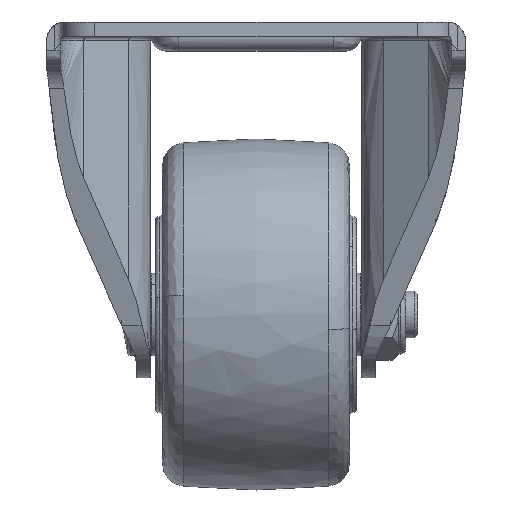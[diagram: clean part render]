
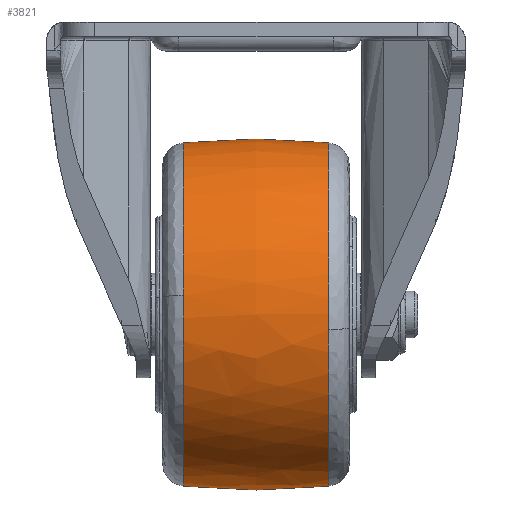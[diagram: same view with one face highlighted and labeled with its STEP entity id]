
A CAD part, left-side view. The second image highlights one B-rep face of the part: STEP entity #3821.
In plain terms, the highlighted free-form (B-spline) face has degree [2, 2] with [3, 7] control points.
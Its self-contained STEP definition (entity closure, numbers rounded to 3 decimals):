
#3530=CARTESIAN_POINT('',(-36.461,15.517,4.141));
#3531=VERTEX_POINT('',#3530);
#3544=CARTESIAN_POINT('',(0.0,15.517,36.695));
#3545=VERTEX_POINT('',#3544);
#3546=CARTESIAN_POINT('',(0.0,15.517,36.695));
#3547=CARTESIAN_POINT('',(-1.602,15.517,36.695));
#3548=CARTESIAN_POINT('',(-4.806,15.517,36.485));
#3549=CARTESIAN_POINT('',(-9.872,15.517,35.477));
#3550=CARTESIAN_POINT('',(-15.599,15.517,33.441));
#3551=CARTESIAN_POINT('',(-21.237,15.517,30.183));
#3552=CARTESIAN_POINT('',(-26.171,15.517,25.952));
#3553=CARTESIAN_POINT('',(-29.455,15.517,22.05));
#3554=CARTESIAN_POINT('',(-32.485,15.517,17.367));
#3555=CARTESIAN_POINT('',(-35.062,15.517,11.693));
#3556=CARTESIAN_POINT('',(-36.17,15.517,6.702));
#3557=CARTESIAN_POINT('',(-36.461,15.517,4.141));
#3558=B_SPLINE_CURVE_WITH_KNOTS('',3,(#3546,#3547,#3548,#3549,#3550,#3551,#3552,#3553,#3554,#3555,#3556,#3557),.UNSPECIFIED.,.F.,.U.,(4,1,1,1,1,1,1,1,1,4),(0.,4.806,9.612,15.462,22.984,29.044,34.894,38.237,45.76,53.491),.UNSPECIFIED.);
#3559=EDGE_CURVE('',#3545,#3531,#3558,.T.);
#3624=CARTESIAN_POINT('',(0.0,15.517,-36.695));
#3625=VERTEX_POINT('',#3624);
#3642=CARTESIAN_POINT('',(-36.461,15.517,4.141));
#3643=CARTESIAN_POINT('',(-36.661,15.517,2.383));
#3644=CARTESIAN_POINT('',(-36.812,15.517,-1.325));
#3645=CARTESIAN_POINT('',(-36.197,15.517,-6.86));
#3646=CARTESIAN_POINT('',(-34.781,15.517,-12.077));
#3647=CARTESIAN_POINT('',(-32.9,15.517,-16.447));
#3648=CARTESIAN_POINT('',(-30.719,15.517,-20.211));
#3649=CARTESIAN_POINT('',(-27.844,15.517,-24.1));
#3650=CARTESIAN_POINT('',(-24.204,15.517,-27.768));
#3651=CARTESIAN_POINT('',(-19.282,15.517,-31.418));
#3652=CARTESIAN_POINT('',(-14.245,15.517,-34.));
#3653=CARTESIAN_POINT('',(-7.563,15.517,-36.134));
#3654=CARTESIAN_POINT('',(-2.977,15.517,-36.696));
#3655=CARTESIAN_POINT('',(0.0,15.517,-36.695));
#3656=B_SPLINE_CURVE_WITH_KNOTS('',3,(#3642,#3643,#3644,#3645,#3646,#3647,#3648,#3649,#3650,#3651,#3652,#3653,#3654,#3655),.UNSPECIFIED.,.F.,.U.,(4,1,1,1,1,1,1,1,1,1,1,4),(0.,5.31,11.103,16.655,21.482,25.344,29.689,35.964,40.792,48.033,52.86,61.791),.UNSPECIFIED.);
#3657=EDGE_CURVE('',#3531,#3625,#3656,.T.);
#3693=CARTESIAN_POINT('',(0.0,-15.517,-36.695));
#3694=VERTEX_POINT('',#3693);
#3695=CARTESIAN_POINT('',(0.0,-15.517,-36.695));
#3696=CARTESIAN_POINT('',(0.0,-10.847,-37.181));
#3697=CARTESIAN_POINT('',(0.0,-0.488,-37.769));
#3698=CARTESIAN_POINT('',(0.0,9.88,-37.282));
#3699=CARTESIAN_POINT('',(0.0,15.517,-36.695));
#3700=B_SPLINE_CURVE_WITH_KNOTS('',3,(#3695,#3696,#3697,#3698,#3699),.UNSPECIFIED.,.F.,.U.,(4,1,4),(0.,14.088,31.09),.UNSPECIFIED.);
#3701=EDGE_CURVE('',#3694,#3625,#3700,.T.);
#3705=CARTESIAN_POINT('',(0.0,-15.517,36.695));
#3706=VERTEX_POINT('',#3705);
#3707=CARTESIAN_POINT('',(0.0,-15.517,36.695));
#3708=CARTESIAN_POINT('',(0.0,-5.209,37.768));
#3709=CARTESIAN_POINT('',(0.0,5.209,37.768));
#3710=CARTESIAN_POINT('',(0.0,15.517,36.695));
#3711=B_SPLINE_CURVE_WITH_KNOTS('',3,(#3707,#3708,#3709,#3710),.UNSPECIFIED.,.F.,.U.,(4,4),(0.,31.09),.UNSPECIFIED.);
#3712=EDGE_CURVE('',#3706,#3545,#3711,.T.);
#3751=CARTESIAN_POINT('',(1.021,-17.058,36.527));
#3752=CARTESIAN_POINT('',(1.076,0.,38.479));
#3753=CARTESIAN_POINT('',(1.021,17.058,36.527));
#3754=CARTESIAN_POINT('',(0.514,-17.058,36.527));
#3755=CARTESIAN_POINT('',(0.541,0.,38.479));
#3756=CARTESIAN_POINT('',(0.514,17.058,36.527));
#3757=CARTESIAN_POINT('',(-36.527,-17.058,36.527));
#3758=CARTESIAN_POINT('',(-38.479,0.,38.479));
#3759=CARTESIAN_POINT('',(-36.527,17.058,36.527));
#3760=CARTESIAN_POINT('',(-36.527,-17.058,0.));
#3761=CARTESIAN_POINT('',(-38.479,0.,0.));
#3762=CARTESIAN_POINT('',(-36.527,17.058,0.));
#3763=CARTESIAN_POINT('',(-36.527,-17.058,-36.527));
#3764=CARTESIAN_POINT('',(-38.479,0.,-38.479));
#3765=CARTESIAN_POINT('',(-36.527,17.058,-36.527));
#3766=CARTESIAN_POINT('',(0.514,-17.058,-36.527));
#3767=CARTESIAN_POINT('',(0.541,0.,-38.479));
#3768=CARTESIAN_POINT('',(0.514,17.058,-36.527));
#3769=CARTESIAN_POINT('',(1.021,-17.058,-36.527));
#3770=CARTESIAN_POINT('',(1.076,0.,-38.479));
#3771=CARTESIAN_POINT('',(1.021,17.058,-36.527));
#3779=(BOUNDED_SURFACE()B_SPLINE_SURFACE(2,2,((#3751,#3754,#3757,#3760,#3763,#3766,#3769),(#3752,#3755,#3758,#3761,#3764,#3767,#3770),(#3753,#3756,#3759,#3762,#3765,#3768,#3771)),.UNSPECIFIED.,.F.,.F.,.U.)B_SPLINE_SURFACE_WITH_KNOTS((3,3),(3,1,2,1,3),(0.0,34.227),(0.0,1.243,63.375,125.507,126.749),.UNSPECIFIED.)GEOMETRIC_REPRESENTATION_ITEM()RATIONAL_B_SPLINE_SURFACE(((0.888,0.883,0.621,0.878,0.621,0.883,0.888),(0.882,0.877,0.617,0.872,0.617,0.877,0.882),(0.888,0.883,0.621,0.878,0.621,0.883,0.888)))REPRESENTATION_ITEM('')SURFACE());
#3780=ORIENTED_EDGE('',*,*,#3701,.F.);
#3781=CARTESIAN_POINT('',(-36.553,-15.517,-3.224));
#3782=VERTEX_POINT('',#3781);
#3783=CARTESIAN_POINT('',(-36.553,-15.517,-3.224));
#3784=CARTESIAN_POINT('',(-36.305,-15.517,-6.047));
#3785=CARTESIAN_POINT('',(-35.452,-15.517,-10.168));
#3786=CARTESIAN_POINT('',(-33.349,-15.517,-15.517));
#3787=CARTESIAN_POINT('',(-31.096,-15.517,-19.706));
#3788=CARTESIAN_POINT('',(-27.736,-15.517,-24.291));
#3789=CARTESIAN_POINT('',(-23.753,-15.517,-28.156));
#3790=CARTESIAN_POINT('',(-19.016,-15.517,-31.536));
#3791=CARTESIAN_POINT('',(-14.589,-15.517,-33.812));
#3792=CARTESIAN_POINT('',(-9.822,-15.517,-35.446));
#3793=CARTESIAN_POINT('',(-5.172,-15.517,-36.444));
#3794=CARTESIAN_POINT('',(-1.842,-15.517,-36.695));
#3795=CARTESIAN_POINT('',(0.0,-15.517,-36.695));
#3796=B_SPLINE_CURVE_WITH_KNOTS('',3,(#3783,#3784,#3785,#3786,#3787,#3788,#3789,#3790,#3791,#3792,#3793,#3794,#3795),.UNSPECIFIED.,.F.,.U.,(4,1,1,1,1,1,1,1,1,1,4),(0.,8.502,12.54,17.217,22.743,29.544,33.796,40.172,44.423,48.887,54.413),.UNSPECIFIED.);
#3797=EDGE_CURVE('',#3782,#3694,#3796,.T.);
#3798=ORIENTED_EDGE('',*,*,#3797,.F.);
#3799=CARTESIAN_POINT('',(0.0,-15.517,36.695));
#3800=CARTESIAN_POINT('',(-2.14,-15.517,36.695));
#3801=CARTESIAN_POINT('',(-6.578,-15.517,36.306));
#3802=CARTESIAN_POINT('',(-12.641,-15.517,34.635));
#3803=CARTESIAN_POINT('',(-17.609,-15.517,32.312));
#3804=CARTESIAN_POINT('',(-22.095,-15.517,29.456));
#3805=CARTESIAN_POINT('',(-26.381,-15.517,25.776));
#3806=CARTESIAN_POINT('',(-30.313,-15.517,20.976));
#3807=CARTESIAN_POINT('',(-32.965,-15.517,16.356));
#3808=CARTESIAN_POINT('',(-34.903,-15.517,11.662));
#3809=CARTESIAN_POINT('',(-36.056,-15.517,7.362));
#3810=CARTESIAN_POINT('',(-36.747,-15.517,2.169));
#3811=CARTESIAN_POINT('',(-36.735,-15.517,-1.171));
#3812=CARTESIAN_POINT('',(-36.553,-15.517,-3.224));
#3813=B_SPLINE_CURVE_WITH_KNOTS('',3,(#3799,#3800,#3801,#3802,#3803,#3804,#3805,#3806,#3807,#3808,#3809,#3810,#3811,#3812),.UNSPECIFIED.,.F.,.U.,(4,1,1,1,1,1,1,1,1,1,1,4),(0.,6.42,13.315,18.784,22.826,29.246,35.665,41.372,45.176,50.882,54.687,60.869),.UNSPECIFIED.);
#3814=EDGE_CURVE('',#3706,#3782,#3813,.T.);
#3815=ORIENTED_EDGE('',*,*,#3814,.F.);
#3816=ORIENTED_EDGE('',*,*,#3712,.T.);
#3817=ORIENTED_EDGE('',*,*,#3559,.T.);
#3818=ORIENTED_EDGE('',*,*,#3657,.T.);
#3819=EDGE_LOOP('',(#3780,#3798,#3815,#3816,#3817,#3818));
#3820=FACE_OUTER_BOUND('',#3819,.T.);
#3821=ADVANCED_FACE('',(#3820),#3779,.T.);
